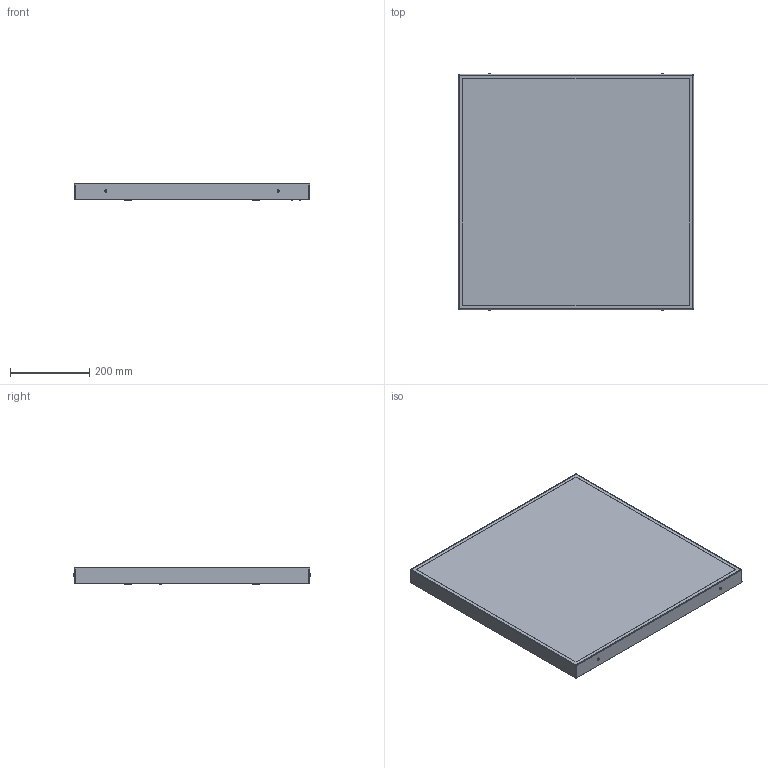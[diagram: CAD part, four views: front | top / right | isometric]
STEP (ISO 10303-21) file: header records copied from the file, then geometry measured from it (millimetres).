
FILE_DESCRIPTION (( 'STEP AP214' ), '1' );
FILE_NAME ('Ñáîðêà AVRORA40.STEP', '2025-12-24T08:38:29', ( '' ), ( '' ), 'SwSTEP 2.0', 'SolidWorks 2022', '' );
FILE_SCHEMA (( 'AUTOMOTIVE_DESIGN' ));
Length unit declared in the file: millimetre
Products named in the file (16): Основание AVRORA40_1; 1CAP-E-08-V11; 1Драйвер-18-E08 (исполнения)1_D-CC 36W-350mA-E-08; Рамка AVRORA40 (не сгиб); Втулка 20мм; B18.6.7M - M3 x 0.5 x 5 Type I Cross Recessed PHMS --5N_B18.6.7M - M3 x 0.5 x 5 Type I Cross Recessed PHMS --5N; AVRORA 40 OPAL-575; SEVA-V1-PCB-EFF-12.6-510-21-2835-AIR-08-EP; GB_CONNECTING_PIECE_RIVET_MER 5X3_GB_CONNECTING_PIECE_RIVET_MER 5X3; 1PROFILE-TUBE-18-E081_D-CC 36W-350mA-E-08; 3 контакта; 2060-452_998-404.step; 1PCB-18-E-081_D-CC 36W-350mA-E-08; GB_CONNECTING_PIECE_RIVET_MER 4X3_GB_CONNECTING_PIECE_RIVET_MER 4X3; Сборка AVRORA40; GB_CONNECTING_PIECE_RIVET_MER 3.5X2.5_GB_CONNECTING_PIECE_RIVET_MER 3.5X2.5
Assembly tree (41 placements, depth 3):
  Сборка AVRORA40
    Основание AVRORA40_1
    Рамка AVRORA40 (не сгиб)
    Втулка 20мм
    3 контакта
    GB_CONNECTING_PIECE_RIVET_MER 5X3_GB_CONNECTING_PIECE_RIVET_MER 5X3
    1Драйвер-18-E08 (исполнения)1_D-CC 36W-350mA-E-08
      1PROFILE-TUBE-18-E081_D-CC 36W-350mA-E-08
      1PCB-18-E-081_D-CC 36W-350mA-E-08
      1CAP-E-08-V11  x2
    GB_CONNECTING_PIECE_RIVET_MER 4X3_GB_CONNECTING_PIECE_RIVET_MER 4X3  x2
    AVRORA 40 OPAL-575
    SEVA-V1-PCB-EFF-12.6-510-21-2835-AIR-08-EP  x4
    2060-452_998-404.step  x4
    GB_CONNECTING_PIECE_RIVET_MER 3.5X2.5_GB_CONNECTING_PIECE_RIVET_MER 3.5X2.5  x16
    B18.6.7M - M3 x 0.5 x 5 Type I Cross Recessed PHMS --5N_B18.6.7M - M3 x 0.5 x 5 Type I Cross Recessed PHMS --5N  x4
Bounding box: 595 x 599.75 x 43.54 mm (x, y, z)
Volume: 1103309.6 mm3; surface area: 1867895.9 mm2
Topology: 39 solids, 43 shells, 3810 faces, 10071 edges, 6472 vertices
Faces by surface type: plane 2115, cylinder 1027, bspline 281, torus 232, cone 131, sphere 24
Entity records: 101753 total; most frequent: CARTESIAN_POINT 39911, ORIENTED_EDGE 13134, DIRECTION 10546, EDGE_CURVE 6567, VERTEX_POINT 4242, LINE 3880, VECTOR 3880, AXIS2_PLACEMENT_3D 3333
